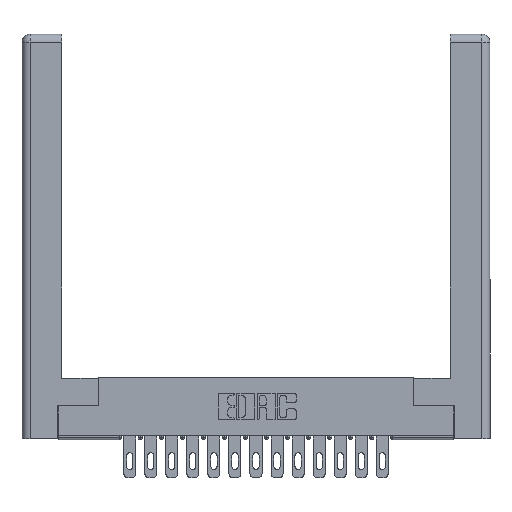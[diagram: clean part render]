
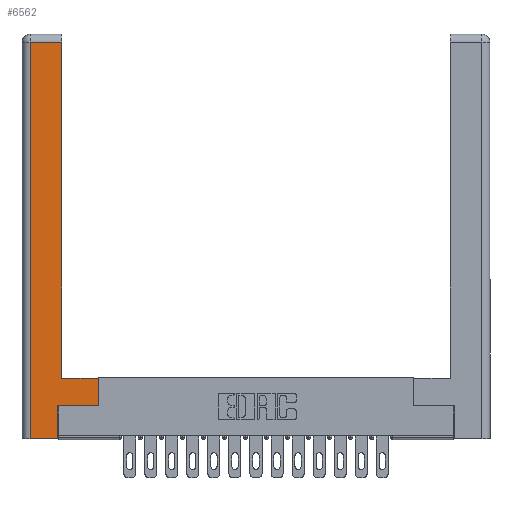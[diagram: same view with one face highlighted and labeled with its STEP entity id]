
A CAD part, top view. The second image highlights one B-rep face of the part: STEP entity #6562.
In plain terms, the highlighted planar face has unit normal (0, 0, 1).
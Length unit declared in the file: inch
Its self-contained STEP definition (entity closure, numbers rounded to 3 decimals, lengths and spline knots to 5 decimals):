
#9 = CARTESIAN_POINT ( 'NONE',  ( 0.265, 0.245, 0. ) ) ;
#215 = DIRECTION ( 'NONE',  ( 1., 0., 0. ) ) ;
#826 = ORIENTED_EDGE ( 'NONE', *, *, #6924, .T. ) ;
#959 = DIRECTION ( 'NONE',  ( 0., 0., -1. ) ) ;
#975 = LINE ( 'NONE', #13138, #18845 ) ;
#1457 = CARTESIAN_POINT ( 'NONE',  ( 0.265, 0., 0. ) ) ;
#1494 = ORIENTED_EDGE ( 'NONE', *, *, #13420, .T. ) ;
#1840 = CARTESIAN_POINT ( 'NONE',  ( 0.295, 2.94, 0. ) ) ;
#1913 = LINE ( 'NONE', #2981, #2397 ) ;
#2268 = ORIENTED_EDGE ( 'NONE', *, *, #8825, .T. ) ;
#2397 = VECTOR ( 'NONE', #12285, 39.37008 ) ;
#2836 = EDGE_CURVE ( 'NONE', #15652, #10641, #3486, .T. ) ;
#2924 = LINE ( 'NONE', #4853, #14905 ) ;
#2981 = CARTESIAN_POINT ( 'NONE',  ( 0.265, 0.245, 0. ) ) ;
#3107 = ORIENTED_EDGE ( 'NONE', *, *, #14199, .T. ) ;
#3425 = FACE_OUTER_BOUND ( 'NONE', #7402, .T. ) ;
#3486 = LINE ( 'NONE', #13018, #6155 ) ;
#3958 = CARTESIAN_POINT ( 'NONE',  ( 0.565, 0.245, 0. ) ) ;
#4016 = VERTEX_POINT ( 'NONE', #16064 ) ;
#4853 = CARTESIAN_POINT ( 'NONE',  ( 0.295, 0.45, 0. ) ) ;
#4877 = VERTEX_POINT ( 'NONE', #10337 ) ;
#5614 = DIRECTION ( 'NONE',  ( 0., 1., 0. ) ) ;
#5722 = CARTESIAN_POINT ( 'NONE',  ( 0.0615, 0., 0. ) ) ;
#5733 = PLANE ( 'NONE',  #19974 ) ;
#5817 = ORIENTED_EDGE ( 'NONE', *, *, #17876, .T. ) ;
#6044 = CARTESIAN_POINT ( 'NONE',  ( 0.295, 3., 0. ) ) ;
#6155 = VECTOR ( 'NONE', #8434, 39.37008 ) ;
#6541 = LINE ( 'NONE', #18316, #10944 ) ;
#6562 = ADVANCED_FACE ( 'NONE', ( #3425 ), #5733, .F. ) ;
#6924 = EDGE_CURVE ( 'NONE', #4016, #7972, #7537, .T. ) ;
#7178 = ORIENTED_EDGE ( 'NONE', *, *, #2836, .T. ) ;
#7402 = EDGE_LOOP ( 'NONE', ( #826, #5817, #2268, #7178, #15035, #1494, #3107, #12384 ) ) ;
#7537 = LINE ( 'NONE', #6044, #16105 ) ;
#7919 = CARTESIAN_POINT ( 'NONE',  ( 0.565, 0.245, 0. ) ) ;
#7972 = VERTEX_POINT ( 'NONE', #1840 ) ;
#8434 = DIRECTION ( 'NONE',  ( 1., 0., 0. ) ) ;
#8825 = EDGE_CURVE ( 'NONE', #13153, #15652, #20202, .T. ) ;
#9384 = VERTEX_POINT ( 'NONE', #9 ) ;
#9794 = LINE ( 'NONE', #7919, #17423 ) ;
#10337 = CARTESIAN_POINT ( 'NONE',  ( 0.565, 0.45, 0. ) ) ;
#10641 = VERTEX_POINT ( 'NONE', #1457 ) ;
#10944 = VECTOR ( 'NONE', #18513, 39.37008 ) ;
#11925 = CARTESIAN_POINT ( 'NONE',  ( 0.0615, 2.94, 0. ) ) ;
#12285 = DIRECTION ( 'NONE',  ( 0., 1., 0. ) ) ;
#12384 = ORIENTED_EDGE ( 'NONE', *, *, #17407, .T. ) ;
#13018 = CARTESIAN_POINT ( 'NONE',  ( 0.265, 0., 0. ) ) ;
#13138 = CARTESIAN_POINT ( 'NONE',  ( 0.565, 0.45, 0. ) ) ;
#13153 = VERTEX_POINT ( 'NONE', #11925 ) ;
#13308 = DIRECTION ( 'NONE',  ( 0., -1., 0. ) ) ;
#13420 = EDGE_CURVE ( 'NONE', #9384, #17699, #9794, .T. ) ;
#14199 = EDGE_CURVE ( 'NONE', #17699, #4877, #975, .T. ) ;
#14905 = VECTOR ( 'NONE', #15769, 39.37008 ) ;
#15035 = ORIENTED_EDGE ( 'NONE', *, *, #17904, .T. ) ;
#15652 = VERTEX_POINT ( 'NONE', #16897 ) ;
#15769 = DIRECTION ( 'NONE',  ( -1., 0., 0. ) ) ;
#16064 = CARTESIAN_POINT ( 'NONE',  ( 0.295, 0.45, 0. ) ) ;
#16105 = VECTOR ( 'NONE', #20015, 39.37008 ) ;
#16897 = CARTESIAN_POINT ( 'NONE',  ( 0.0615, 0., 0. ) ) ;
#17407 = EDGE_CURVE ( 'NONE', #4877, #4016, #2924, .T. ) ;
#17423 = VECTOR ( 'NONE', #215, 39.37008 ) ;
#17699 = VERTEX_POINT ( 'NONE', #3958 ) ;
#17876 = EDGE_CURVE ( 'NONE', #7972, #13153, #6541, .T. ) ;
#17904 = EDGE_CURVE ( 'NONE', #10641, #9384, #1913, .T. ) ;
#18192 = DIRECTION ( 'NONE',  ( -1., 0., 0. ) ) ;
#18316 = CARTESIAN_POINT ( 'NONE',  ( 0.0615, 2.94, 0. ) ) ;
#18513 = DIRECTION ( 'NONE',  ( -1., 0., 0. ) ) ;
#18845 = VECTOR ( 'NONE', #5614, 39.37008 ) ;
#19458 = VECTOR ( 'NONE', #13308, 39.37008 ) ;
#19693 = CARTESIAN_POINT ( 'NONE',  ( 0., 0., 0. ) ) ;
#19974 = AXIS2_PLACEMENT_3D ( 'NONE', #19693, #959, #18192 ) ;
#20015 = DIRECTION ( 'NONE',  ( 0., 1., 0. ) ) ;
#20202 = LINE ( 'NONE', #5722, #19458 ) ;
